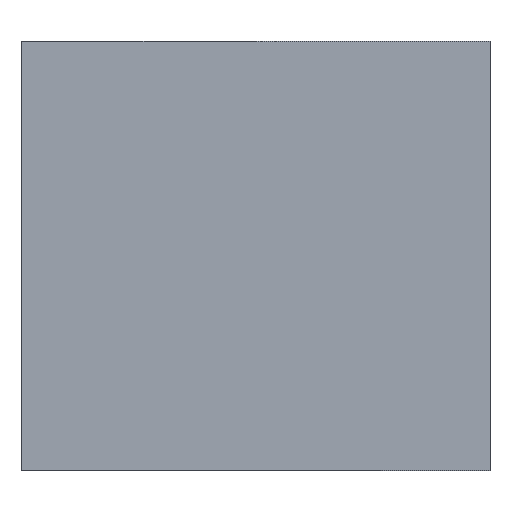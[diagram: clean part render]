
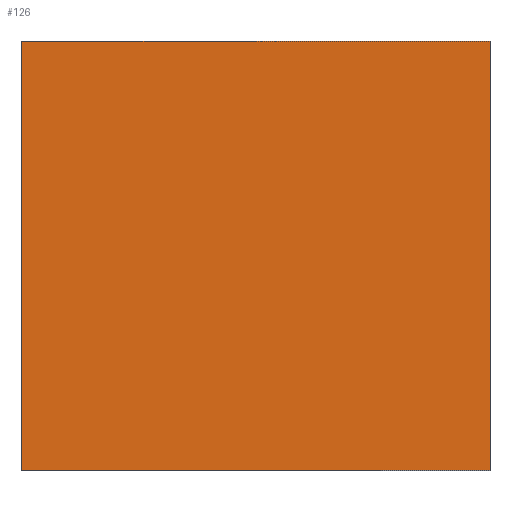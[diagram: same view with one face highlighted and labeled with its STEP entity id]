
A CAD part, top view. The second image highlights one B-rep face of the part: STEP entity #126.
In plain terms, the highlighted planar face has unit normal (0, 0, 1).
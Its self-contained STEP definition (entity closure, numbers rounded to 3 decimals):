
#23=FACE_OUTER_BOUND('',#31,.T.);
#31=EDGE_LOOP('',(#100,#101,#102,#103));
#39=LINE('',#195,#52);
#44=LINE('',#205,#57);
#45=LINE('',#210,#58);
#46=LINE('',#211,#59);
#52=VECTOR('',#160,10.);
#57=VECTOR('',#169,10.);
#58=VECTOR('',#174,10.);
#59=VECTOR('',#175,10.);
#62=VERTEX_POINT('',#188);
#65=VERTEX_POINT('',#193);
#68=VERTEX_POINT('',#203);
#70=VERTEX_POINT('',#209);
#75=EDGE_CURVE('',#65,#62,#39,.T.);
#80=EDGE_CURVE('',#68,#65,#44,.T.);
#82=EDGE_CURVE('',#70,#62,#45,.T.);
#83=EDGE_CURVE('',#70,#68,#46,.T.);
#100=ORIENTED_EDGE('',*,*,#82,.T.);
#101=ORIENTED_EDGE('',*,*,#75,.F.);
#102=ORIENTED_EDGE('',*,*,#80,.F.);
#103=ORIENTED_EDGE('',*,*,#83,.F.);
#120=PLANE('',#148);
#126=ADVANCED_FACE('',(#23),#120,.F.);
#148=AXIS2_PLACEMENT_3D('',#208,#172,#173);
#160=DIRECTION('',(0.,1.,0.));
#169=DIRECTION('',(-1.,0.,0.));
#172=DIRECTION('center_axis',(0.,0.,-1.));
#173=DIRECTION('ref_axis',(-1.,0.,0.));
#174=DIRECTION('',(-1.,0.,0.));
#175=DIRECTION('',(0.,-1.,0.));
#188=CARTESIAN_POINT('',(0.,12.,32.));
#193=CARTESIAN_POINT('',(0.,1.,32.));
#195=CARTESIAN_POINT('',(0.,0.,32.));
#203=CARTESIAN_POINT('',(12.,1.,32.));
#205=CARTESIAN_POINT('',(3.,1.,32.));
#208=CARTESIAN_POINT('Origin',(0.,0.,32.));
#209=CARTESIAN_POINT('',(12.,12.,32.));
#210=CARTESIAN_POINT('',(3.,12.,32.));
#211=CARTESIAN_POINT('',(12.,0.,32.));
